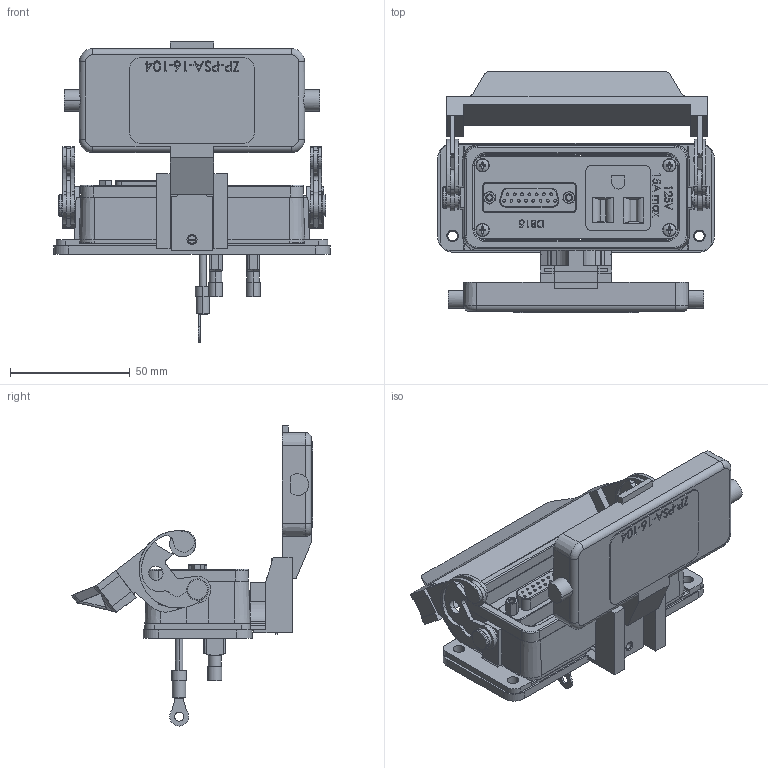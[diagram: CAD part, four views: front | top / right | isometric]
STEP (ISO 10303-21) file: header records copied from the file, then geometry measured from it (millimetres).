
FILE_DESCRIPTION (( 'STEP AP214' ), '1' );
FILE_NAME ('ZP-PSA-16-104.step', '2018-09-05T17:19:02', ( '' ), ( '' ), 'SwSTEP 2.0', 'SolidWorks 2017', '' );
FILE_SCHEMA (( 'AUTOMOTIVE_DESIGN' ));
Length unit declared in the file: inch
Products named in the file (1): ZP-PSA-16-104
Bounding box: 115.5 x 100.79 x 125.35 mm (x, y, z)
Volume: 100496.3 mm3; surface area: 68128.7 mm2
Topology: 1 solids, 13 shells, 1626 faces, 4178 edges, 2688 vertices
Faces by surface type: plane 884, cylinder 478, bspline 112, torus 90, cone 54, sphere 8
Entity records: 66576 total; most frequent: CARTESIAN_POINT 16173, ORIENTED_EDGE 8348, DIRECTION 8108, EDGE_CURVE 4174, AXIS2_PLACEMENT_3D 2804, VERTEX_POINT 2688, LINE 2500, VECTOR 2500
